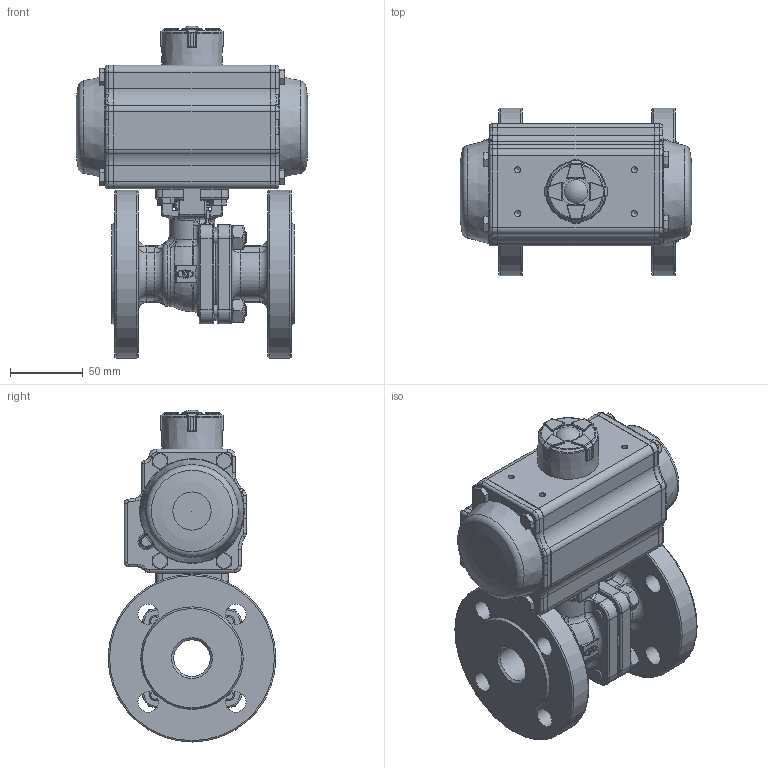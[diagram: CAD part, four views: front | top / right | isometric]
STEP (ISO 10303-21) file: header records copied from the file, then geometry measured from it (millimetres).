
FILE_DESCRIPTION(/* description */ ('Unknown'),/* implementation_level */ '2;1');
FILE_NAME(/* name */ 'FR02 0921_0930-06',/* time_stamp */ '2023-08-01T13:46:29+02:00',/* author */ ('Unknown'),/* organization */ ('Unknown'),/* preprocessor_version */ 'ST-DEVELOPER v18.102',/* originating_system */ 'Solid Edge',/* authorisation */ 'Unknown');
FILE_SCHEMA (('AUTOMOTIVE_DESIGN {1 0 10303 214 3 1 1}'));
Products named in the file (10): DW36-8.200.025; 8.200.025; DW03_FR02_(DW36_FR26); KP-63; hexagon head bolts--product grade c gb_GB_FASTENER_BOLT_HHBC M6X30-N; cup head nib bolts with large head gb_GB_FASTENER_BOLT_CHNBW M6X25-N; _____________; ________(___________; ______; DIN558_M_6x16.1.3
Assembly tree (21 placements, depth 3):
  DW36-8.200.025
    8.200.025
    DW03_FR02_(DW36_FR26)
      KP-63
      hexagon head bolts--product grade c gb_GB_FASTENER_BOLT_HHBC M6X30-N  x8
      cup head nib bolts with large head gb_GB_FASTENER_BOLT_CHNBW M6X25-N
      _____________  x2
      ________(___________  x2
      ______
    DIN558_M_6x16.1.3  x4
Bounding box: 159 x 115 x 227.6 mm (x, y, z)
Volume: 1395747.9 mm3; surface area: 184671 mm2
Topology: 20 solids, 21 shells, 2029 faces, 4997 edges, 3071 vertices
Faces by surface type: plane 906, cylinder 534, torus 193, bspline 190, cone 172, sphere 34
Full cylindrical faces by diameter (mm): 2.325 x2, 3 x16, 3.3 x8, 4.2 x8, 4.66 x1, 5 x13, 6 x13, 6.2 x1, 6.8 x4, 8.151 x4, 8.368 x4, 8.8 x2, 14 x8, 15.8 x1, 20.2 x1, 22 x1, 24 x1, 25 x1, 25.5 x1, 28 x1, 33 x1, 38.5 x1, 115 x2
Entity records: 56365 total; most frequent: CARTESIAN_POINT 16652, ORIENTED_EDGE 8158, DIRECTION 7988, EDGE_CURVE 4079, AXIS2_PLACEMENT_3D 2843, VERTEX_POINT 2624, LINE 2302, VECTOR 2302
